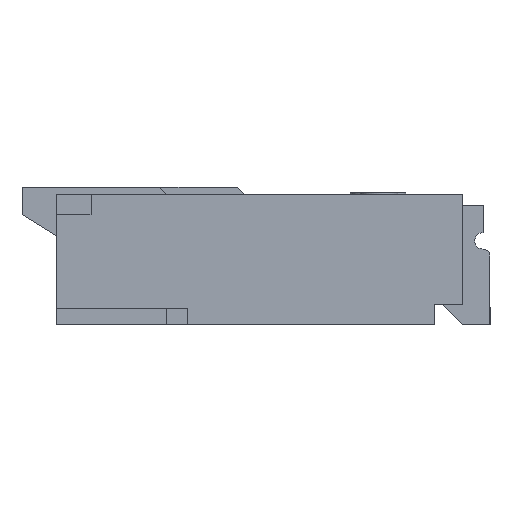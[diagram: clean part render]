
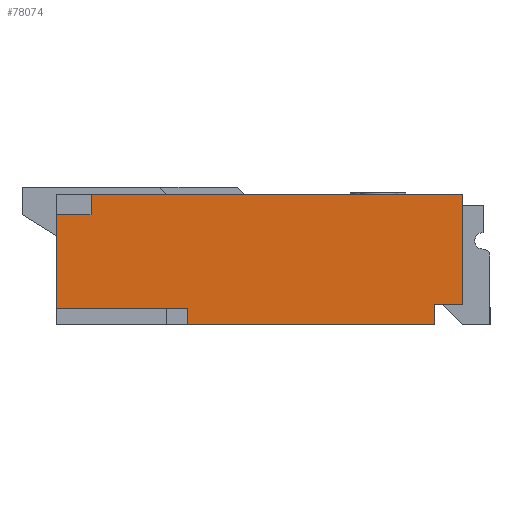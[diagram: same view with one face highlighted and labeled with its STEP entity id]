
A CAD part, left-side view. The second image highlights one B-rep face of the part: STEP entity #78074.
In plain terms, the highlighted planar face has unit normal (-1, 0, 0).
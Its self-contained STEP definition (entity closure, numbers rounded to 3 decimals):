
#79 = DIRECTION ( 'NONE',  ( 0., -1., 0. ) ) ;
#771 = VERTEX_POINT ( 'NONE', #45434 ) ;
#1523 = CARTESIAN_POINT ( 'NONE',  ( -5.45, 0., 0.95 ) ) ;
#2393 = CARTESIAN_POINT ( 'NONE',  ( -5.45, 0.5, 0. ) ) ;
#2465 = EDGE_CURVE ( 'NONE', #55091, #771, #48895, .T. ) ;
#3230 = DIRECTION ( 'NONE',  ( 0., 0., -1. ) ) ;
#4156 = EDGE_CURVE ( 'NONE', #39815, #42942, #74034, .T. ) ;
#7429 = LINE ( 'NONE', #61453, #65746 ) ;
#8875 = CARTESIAN_POINT ( 'NONE',  ( -5.45, 0., 0. ) ) ;
#9143 = LINE ( 'NONE', #33307, #27924 ) ;
#9289 = VERTEX_POINT ( 'NONE', #57849 ) ;
#9936 = EDGE_CURVE ( 'NONE', #55091, #77685, #9143, .T. ) ;
#10007 = ORIENTED_EDGE ( 'NONE', *, *, #9936, .T. ) ;
#10048 = LINE ( 'NONE', #65221, #16461 ) ;
#12392 = AXIS2_PLACEMENT_3D ( 'NONE', #37592, #38362, #68995 ) ;
#12701 = DIRECTION ( 'NONE',  ( 0., 0., -1. ) ) ;
#13220 = LINE ( 'NONE', #38583, #64314 ) ;
#14460 = LINE ( 'NONE', #38625, #57484 ) ;
#15893 = ORIENTED_EDGE ( 'NONE', *, *, #29697, .T. ) ;
#16226 = ORIENTED_EDGE ( 'NONE', *, *, #4156, .T. ) ;
#16299 = ORIENTED_EDGE ( 'NONE', *, *, #54930, .T. ) ;
#16461 = VECTOR ( 'NONE', #34587, 1000. ) ;
#20335 = CARTESIAN_POINT ( 'NONE',  ( -5.45, 1.449, 0.8 ) ) ;
#25747 = DIRECTION ( 'NONE',  ( 0., 1., 0. ) ) ;
#26274 = VERTEX_POINT ( 'NONE', #40031 ) ;
#26335 = CARTESIAN_POINT ( 'NONE',  ( -5.45, 1.449, 0.12 ) ) ;
#27008 = VECTOR ( 'NONE', #33041, 1000. ) ;
#27924 = VECTOR ( 'NONE', #3230, 1000. ) ;
#28471 = EDGE_CURVE ( 'NONE', #61132, #26274, #51367, .T. ) ;
#29697 = EDGE_CURVE ( 'NONE', #9289, #61132, #56716, .T. ) ;
#30436 = ORIENTED_EDGE ( 'NONE', *, *, #53916, .T. ) ;
#31627 = LINE ( 'NONE', #1523, #48459 ) ;
#32698 = ORIENTED_EDGE ( 'NONE', *, *, #49152, .T. ) ;
#33041 = DIRECTION ( 'NONE',  ( 0., -1., 0. ) ) ;
#33307 = CARTESIAN_POINT ( 'NONE',  ( -5.45, 1.449, 0. ) ) ;
#33578 = VECTOR ( 'NONE', #79, 1000. ) ;
#34587 = DIRECTION ( 'NONE',  ( 0., -1., 0. ) ) ;
#37456 = CARTESIAN_POINT ( 'NONE',  ( -5.45, -1.5, 0. ) ) ;
#37459 = VERTEX_POINT ( 'NONE', #63883 ) ;
#37592 = CARTESIAN_POINT ( 'NONE',  ( -5.45, 0., 0. ) ) ;
#38362 = DIRECTION ( 'NONE',  ( -1., 0., 0. ) ) ;
#38583 = CARTESIAN_POINT ( 'NONE',  ( -5.45, 0., 0.12 ) ) ;
#38625 = CARTESIAN_POINT ( 'NONE',  ( -5.45, 1.199, 0. ) ) ;
#39815 = VERTEX_POINT ( 'NONE', #57388 ) ;
#39960 = ORIENTED_EDGE ( 'NONE', *, *, #66161, .T. ) ;
#40031 = CARTESIAN_POINT ( 'NONE',  ( -5.45, -1.3, 0. ) ) ;
#42014 = CARTESIAN_POINT ( 'NONE',  ( -5.45, -1.3, 0.15 ) ) ;
#42942 = VERTEX_POINT ( 'NONE', #48487 ) ;
#45185 = EDGE_LOOP ( 'NONE', ( #16226, #32698, #30436, #59234, #10007, #59208, #15893, #56134, #39960, #16299 ) ) ;
#45434 = CARTESIAN_POINT ( 'NONE',  ( -5.45, 1.199, 0.8 ) ) ;
#48459 = VECTOR ( 'NONE', #25747, 1000. ) ;
#48487 = CARTESIAN_POINT ( 'NONE',  ( -5.45, -1.5, 0.95 ) ) ;
#48895 = LINE ( 'NONE', #59611, #33578 ) ;
#49114 = DIRECTION ( 'NONE',  ( 0., 0., 1. ) ) ;
#49152 = EDGE_CURVE ( 'NONE', #42942, #37459, #31627, .T. ) ;
#51367 = LINE ( 'NONE', #8875, #27008 ) ;
#51496 = FACE_OUTER_BOUND ( 'NONE', #45185, .T. ) ;
#52872 = DIRECTION ( 'NONE',  ( 0., 0., -1. ) ) ;
#53916 = EDGE_CURVE ( 'NONE', #37459, #771, #14460, .T. ) ;
#54930 = EDGE_CURVE ( 'NONE', #76409, #39815, #10048, .T. ) ;
#55091 = VERTEX_POINT ( 'NONE', #20335 ) ;
#56134 = ORIENTED_EDGE ( 'NONE', *, *, #28471, .T. ) ;
#56716 = LINE ( 'NONE', #2393, #76518 ) ;
#57388 = CARTESIAN_POINT ( 'NONE',  ( -5.45, -1.5, 0.15 ) ) ;
#57424 = PLANE ( 'NONE',  #12392 ) ;
#57484 = VECTOR ( 'NONE', #52872, 1000. ) ;
#57849 = CARTESIAN_POINT ( 'NONE',  ( -5.45, 0.5, 0.12 ) ) ;
#59208 = ORIENTED_EDGE ( 'NONE', *, *, #77773, .T. ) ;
#59234 = ORIENTED_EDGE ( 'NONE', *, *, #2465, .F. ) ;
#59611 = CARTESIAN_POINT ( 'NONE',  ( -5.45, 0., 0.8 ) ) ;
#61132 = VERTEX_POINT ( 'NONE', #61395 ) ;
#61395 = CARTESIAN_POINT ( 'NONE',  ( -5.45, 0.5, 0. ) ) ;
#61453 = CARTESIAN_POINT ( 'NONE',  ( -5.45, -1.3, 0. ) ) ;
#61724 = DIRECTION ( 'NONE',  ( 0., 0., 1. ) ) ;
#62037 = DIRECTION ( 'NONE',  ( 0., -1., 0. ) ) ;
#63883 = CARTESIAN_POINT ( 'NONE',  ( -5.45, 1.199, 0.95 ) ) ;
#64314 = VECTOR ( 'NONE', #62037, 1000. ) ;
#64332 = VECTOR ( 'NONE', #61724, 1000. ) ;
#65221 = CARTESIAN_POINT ( 'NONE',  ( -5.45, 0., 0.15 ) ) ;
#65746 = VECTOR ( 'NONE', #49114, 1000. ) ;
#66161 = EDGE_CURVE ( 'NONE', #26274, #76409, #7429, .T. ) ;
#68995 = DIRECTION ( 'NONE',  ( 0., -1., 0. ) ) ;
#74034 = LINE ( 'NONE', #37456, #64332 ) ;
#76409 = VERTEX_POINT ( 'NONE', #42014 ) ;
#76518 = VECTOR ( 'NONE', #12701, 1000. ) ;
#77685 = VERTEX_POINT ( 'NONE', #26335 ) ;
#77773 = EDGE_CURVE ( 'NONE', #77685, #9289, #13220, .T. ) ;
#78074 = ADVANCED_FACE ( 'NONE', ( #51496 ), #57424, .T. ) ;
